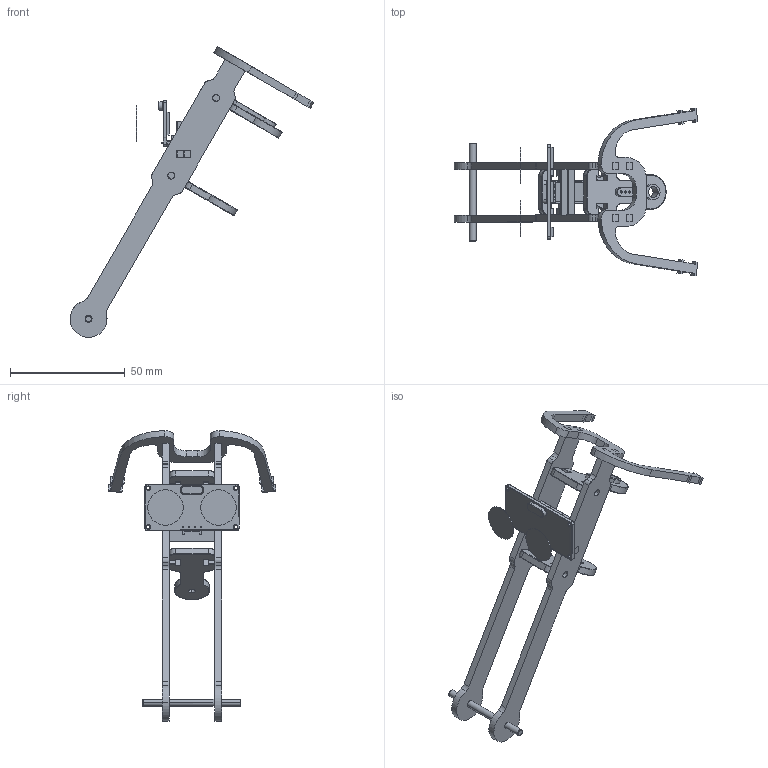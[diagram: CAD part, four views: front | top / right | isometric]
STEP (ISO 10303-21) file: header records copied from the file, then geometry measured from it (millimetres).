
FILE_DESCRIPTION (( 'STEP AP203' ), '1' );
FILE_NAME ('MotorcycleLowpolyRhino4_steer_column_Default_sldprt.STEP', '2018-01-09T20:03:04', ( '' ), ( '' ), 'SwSTEP 2.0', 'SolidWorks 2017', '' );
FILE_SCHEMA (( 'CONFIG_CONTROL_DESIGN' ));
Length unit declared in the file: millimetre
Products named in the file (1): MotorcycleLowpolyRhino4_steer_column_Default_sldprt
Bounding box: 106.01 x 73 x 126.42 mm (x, y, z)
Surface area: 20634.8 mm2 (no closed solid volume)
Topology: 0 solids, 27 shells, 770 faces, 1892 edges, 1166 vertices
Faces by surface type: bspline 391, plane 264, cylinder 115
Entity records: 31975 total; most frequent: CARTESIAN_POINT 16517, ORIENTED_EDGE 3762, DIRECTION 1987, EDGE_CURVE 1882, VERTEX_POINT 1166, LINE 999, VECTOR 999, EDGE_LOOP 837
